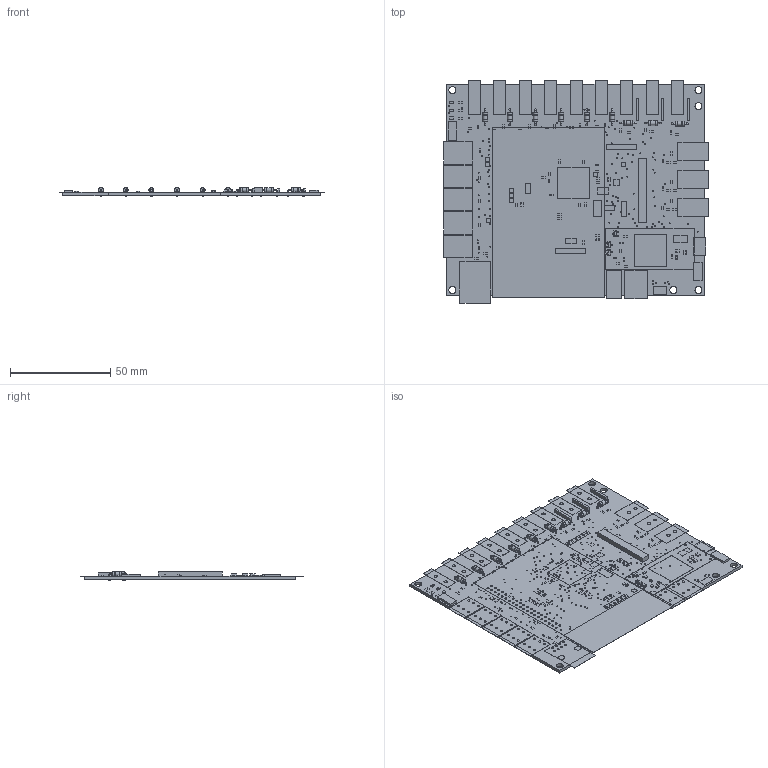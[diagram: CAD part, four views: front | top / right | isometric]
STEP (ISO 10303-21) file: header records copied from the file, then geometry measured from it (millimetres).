
FILE_DESCRIPTION(/* description */ (''),/* implementation_level */ '2;1');
FILE_NAME(/* name */ '6e83c7d6-5212-4722-adeb-a9d69fe457ae.stp',/* time_stamp */ '2019-08-29T08:13:54+00:00',/* author */ (''),/* organization */ (''),/* preprocessor_version */ 'ST-DEVELOPER v18',/* originating_system */ 'Autodesk Translation Framework v8.6.0.1094',/* authorisation */ '');
FILE_SCHEMA (('AUTOMOTIVE_DESIGN { 1 0 10303 214 3 1 1 }'));
Length unit declared in the file: millimetre
Products named in the file (35): 6e83c7d6-5212-4722-adeb-a9d69fe457ae; PCB Component; Board; MCP1825SOT-223-3; 47uF; 100nF; 1X02; 4.7k; STEREO_SMD; 8MHZ ~15pFmax; 1X03; 1K; Red 1.85V; OSHW_LOGO_6MILX0200-NT; 2.1MMJACKSMT; SOLDERJUMPERNO; RJ45; STM32F303XB; B3F-31XX; 32.768kHz; RFM12_SMDSMD; ESP12-SMD; OMNIMATE_LSF_3; OMNIMATE_LSF_2; MICRO-USB-RECEPTACLE47589-0001; SMA_EDGE; RPI3YA; MCP1501T-33E; MA06-1; MMBT3904; BOOST_MODULE; 22r; 10nF; MA13-2; SWS001
Assembly tree (151 placements, depth 3):
  6e83c7d6-5212-4722-adeb-a9d69fe457ae
    PCB Component
      Board
      MCP1825SOT-223-3
      47uF  x5
      100nF  x28
      1X02  x3
      4.7k  x34
      STEREO_SMD  x9
      8MHZ ~15pFmax
      1X03
      1K  x11
      Red 1.85V  x3
      OSHW_LOGO_6MILX0200-NT
      2.1MMJACKSMT  x3
      SOLDERJUMPERNO  x10
      RJ45
      STM32F303XB
      B3F-31XX  x2
      32.768kHz
      RFM12_SMDSMD
      ESP12-SMD
      OMNIMATE_LSF_3  x6
      OMNIMATE_LSF_2
      MICRO-USB-RECEPTACLE47589-0001
      SMA_EDGE
      RPI3YA
      MCP1501T-33E
      MA06-1  x2
      MMBT3904  x3
      BOOST_MODULE
      22r  x9
      10nF  x2
      MA13-2
      SWS001  x3
Bounding box: 132.4 x 111.17 x 4.42 mm (x, y, z)
Volume: 21178.4 mm3; surface area: 48556.8 mm2
Topology: 150 solids, 150 shells, 2328 faces, 5451 edges, 3466 vertices
Faces by surface type: plane 1182, cylinder 895, sphere 179, torus 72
Full cylindrical faces by diameter (mm): 0.5 x334, 0.6 x36, 0.8 x4, 0.813 x18, 1 x8, 1.016 x91, 1.1 x40, 1.499 x4, 1.6 x3, 1.7 x18, 1.8 x3, 2.375 x9, 2.5 x18, 2.75 x1, 3.2 x2, 3.5 x6
Entity records: 32997 total; most frequent: DIRECTION 5685, CARTESIAN_POINT 4995, ORIENTED_EDGE 4738, EDGE_CURVE 2369, AXIS2_PLACEMENT_3D 2250, EDGE_LOOP 1957, VERTEX_POINT 1560, LINE 1185
